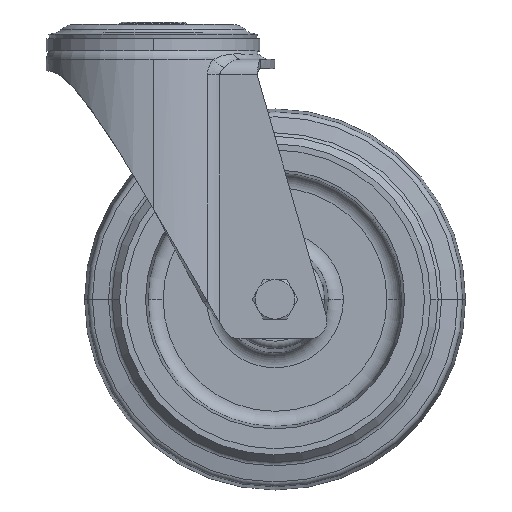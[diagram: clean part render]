
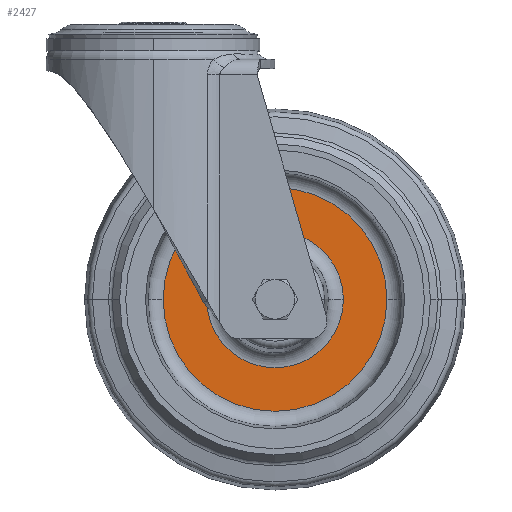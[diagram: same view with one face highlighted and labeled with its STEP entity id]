
A CAD part, top view. The second image highlights one B-rep face of the part: STEP entity #2427.
In plain terms, the highlighted planar face has unit normal (0, 0, 1).
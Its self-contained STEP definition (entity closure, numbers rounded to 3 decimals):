
#8 = AXIS2_PLACEMENT_3D ( 'NONE', #12920, #9740, #2548 ) ;
#1346 = DIRECTION ( 'NONE',  ( 0., 0., -1. ) ) ;
#1931 = VERTEX_POINT ( 'NONE', #6120 ) ;
#2427 = ADVANCED_FACE ( 'NONE', ( #8995, #12456 ), #3010, .F. ) ;
#2548 = DIRECTION ( 'NONE',  ( -1., 0., 0. ) ) ;
#2856 = DIRECTION ( 'NONE',  ( 0., 0., 1. ) ) ;
#2985 = DIRECTION ( 'NONE',  ( 0., 0., -1. ) ) ;
#3010 = PLANE ( 'NONE',  #9836 ) ;
#3488 = EDGE_CURVE ( 'NONE', #12986, #4340, #10623, .T. ) ;
#3624 = CARTESIAN_POINT ( 'NONE',  ( 62.419, -91., 4. ) ) ;
#4340 = VERTEX_POINT ( 'NONE', #3624 ) ;
#4587 = CIRCLE ( 'NONE', #8, 36.694 ) ;
#4693 = CARTESIAN_POINT ( 'NONE',  ( 40., -91., 4. ) ) ;
#4829 = ORIENTED_EDGE ( 'NONE', *, *, #6768, .T. ) ;
#4905 = EDGE_CURVE ( 'NONE', #1931, #6628, #8139, .T. ) ;
#6120 = CARTESIAN_POINT ( 'NONE',  ( 3.306, -91., 4. ) ) ;
#6145 = CARTESIAN_POINT ( 'NONE',  ( 40., -91., 4. ) ) ;
#6628 = VERTEX_POINT ( 'NONE', #9931 ) ;
#6768 = EDGE_CURVE ( 'NONE', #4340, #12986, #12666, .T. ) ;
#7578 = CARTESIAN_POINT ( 'NONE',  ( 40., -91., 4. ) ) ;
#7954 = ORIENTED_EDGE ( 'NONE', *, *, #3488, .T. ) ;
#8139 = CIRCLE ( 'NONE', #12011, 36.694 ) ;
#8602 = DIRECTION ( 'NONE',  ( -1., 0., 0. ) ) ;
#8705 = AXIS2_PLACEMENT_3D ( 'NONE', #7578, #2985, #13530 ) ;
#8950 = EDGE_LOOP ( 'NONE', ( #7954, #4829 ) ) ;
#8990 = CARTESIAN_POINT ( 'NONE',  ( 17.581, -91., 4. ) ) ;
#8995 = FACE_OUTER_BOUND ( 'NONE', #12378, .T. ) ;
#9127 = CARTESIAN_POINT ( 'NONE',  ( 40., -73.163, 4. ) ) ;
#9296 = EDGE_CURVE ( 'NONE', #6628, #1931, #4587, .T. ) ;
#9435 = DIRECTION ( 'NONE',  ( -1., 0., 0. ) ) ;
#9740 = DIRECTION ( 'NONE',  ( 0., 0., 1. ) ) ;
#9836 = AXIS2_PLACEMENT_3D ( 'NONE', #9127, #12755, #9435 ) ;
#9931 = CARTESIAN_POINT ( 'NONE',  ( 76.694, -91., 4. ) ) ;
#10623 = CIRCLE ( 'NONE', #8705, 22.419 ) ;
#11005 = AXIS2_PLACEMENT_3D ( 'NONE', #4693, #1346, #12614 ) ;
#12011 = AXIS2_PLACEMENT_3D ( 'NONE', #6145, #2856, #8602 ) ;
#12378 = EDGE_LOOP ( 'NONE', ( #14081, #14000 ) ) ;
#12456 = FACE_BOUND ( 'NONE', #8950, .T. ) ;
#12614 = DIRECTION ( 'NONE',  ( -1., 0., 0. ) ) ;
#12666 = CIRCLE ( 'NONE', #11005, 22.419 ) ;
#12755 = DIRECTION ( 'NONE',  ( 0., 0., -1. ) ) ;
#12920 = CARTESIAN_POINT ( 'NONE',  ( 40., -91., 4. ) ) ;
#12986 = VERTEX_POINT ( 'NONE', #8990 ) ;
#13530 = DIRECTION ( 'NONE',  ( -1., 0., 0. ) ) ;
#14000 = ORIENTED_EDGE ( 'NONE', *, *, #9296, .T. ) ;
#14081 = ORIENTED_EDGE ( 'NONE', *, *, #4905, .T. ) ;
